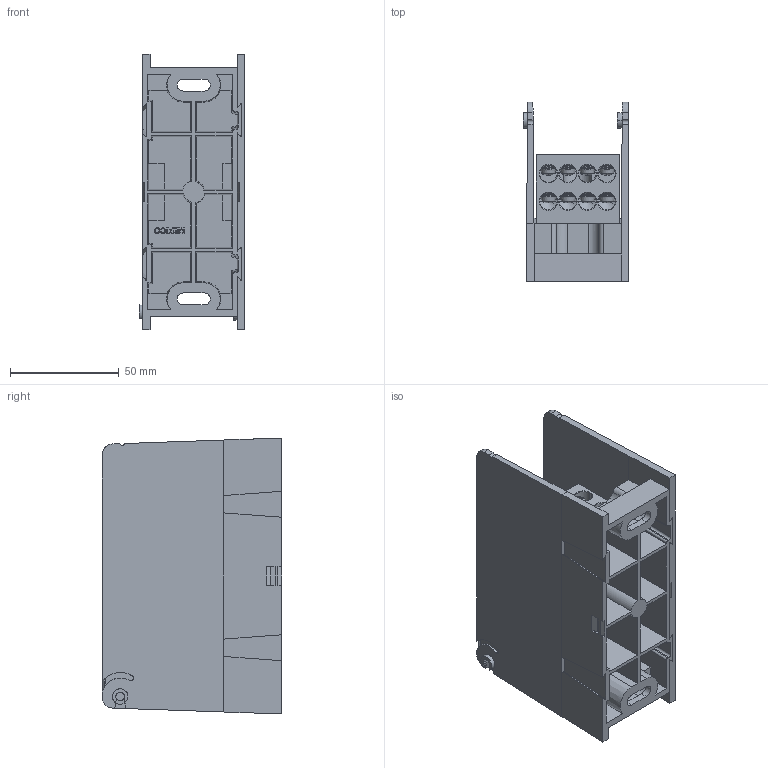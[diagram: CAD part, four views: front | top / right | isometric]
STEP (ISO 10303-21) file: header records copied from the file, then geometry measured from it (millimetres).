
FILE_DESCRIPTION (( 'STEP AP214' ), '1' );
FILE_NAME ('701963-1.STEP', '2024-08-14T13:55:11', ( '' ), ( '' ), 'SwSTEP 2.0', 'SolidWorks 2021', '' );
FILE_SCHEMA (( 'AUTOMOTIVE_DESIGN' ));
Length unit declared in the file: inch
Products named in the file (8): 410034; C06758; 330556; F09002; 701963-1; F09928_DEFAULT; C06758P; F08942_DEFAULT
Assembly tree (14 placements, depth 3):
  701963-1
    C06758P
      C06758
      F09002
      F08942_DEFAULT  x8
    410034
    F09928_DEFAULT
    330556
Bounding box: 48.6 x 82.55 x 127.01 mm (x, y, z)
Volume: 156044 mm3; surface area: 95446.6 mm2
Topology: 13 solids, 13 shells, 1137 faces, 2973 edges, 1871 vertices
Faces by surface type: cylinder 399, cone 378, plane 310, bspline 24, sphere 18, torus 8
Entity records: 24995 total; most frequent: CARTESIAN_POINT 9117, ORIENTED_EDGE 3416, DIRECTION 2895, EDGE_CURVE 1708, VERTEX_POINT 1101, LINE 1005, VECTOR 1005, AXIS2_PLACEMENT_3D 945
